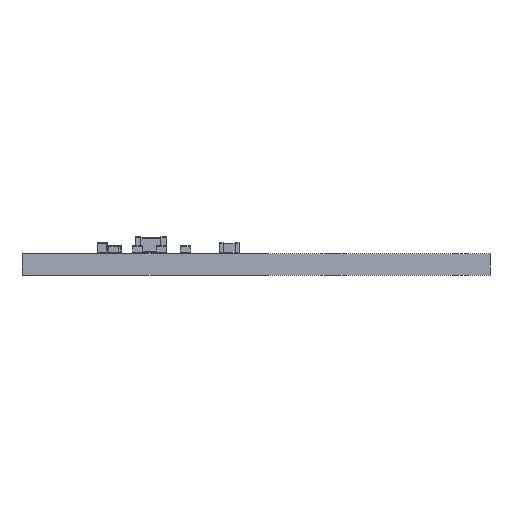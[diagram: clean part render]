
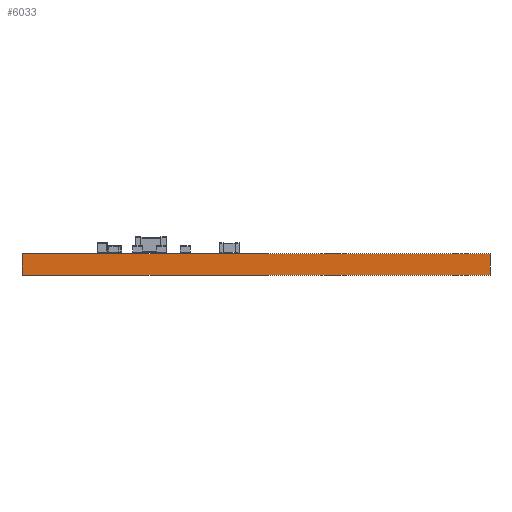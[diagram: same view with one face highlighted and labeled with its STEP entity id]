
A CAD part, front view. The second image highlights one B-rep face of the part: STEP entity #6033.
In plain terms, the highlighted planar face has unit normal (0, -1, 0).
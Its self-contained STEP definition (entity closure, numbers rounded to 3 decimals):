
#6033 = ADVANCED_FACE('',(#6034),#6048,.T.);
#6034 = FACE_BOUND('',#6035,.T.);
#6035 = EDGE_LOOP('',(#6036,#6071,#6099,#6127));
#6036 = ORIENTED_EDGE('',*,*,#6037,.T.);
#6037 = EDGE_CURVE('',#6038,#6040,#6042,.T.);
#6038 = VERTEX_POINT('',#6039);
#6039 = CARTESIAN_POINT('',(35.5,-63.6,0.));
#6040 = VERTEX_POINT('',#6041);
#6041 = CARTESIAN_POINT('',(35.5,-63.6,1.07));
#6042 = SURFACE_CURVE('',#6043,(#6047,#6059),.PCURVE_S1.);
#6043 = LINE('',#6044,#6045);
#6044 = CARTESIAN_POINT('',(35.5,-63.6,0.));
#6045 = VECTOR('',#6046,1.);
#6046 = DIRECTION('',(0.,0.,1.));
#6047 = PCURVE('',#6048,#6053);
#6048 = PLANE('',#6049);
#6049 = AXIS2_PLACEMENT_3D('',#6050,#6051,#6052);
#6050 = CARTESIAN_POINT('',(35.5,-63.6,0.));
#6051 = DIRECTION('',(0.,-1.,0.));
#6052 = DIRECTION('',(-1.,0.,0.));
#6053 = DEFINITIONAL_REPRESENTATION('',(#6054),#6058);
#6054 = LINE('',#6055,#6056);
#6055 = CARTESIAN_POINT('',(0.,-0.));
#6056 = VECTOR('',#6057,1.);
#6057 = DIRECTION('',(0.,-1.));
#6058 = ( GEOMETRIC_REPRESENTATION_CONTEXT(2) 
PARAMETRIC_REPRESENTATION_CONTEXT() REPRESENTATION_CONTEXT('2D SPACE',''
  ) );
#6059 = PCURVE('',#6060,#6065);
#6060 = PLANE('',#6061);
#6061 = AXIS2_PLACEMENT_3D('',#6062,#6063,#6064);
#6062 = CARTESIAN_POINT('',(35.5,-12.,0.));
#6063 = DIRECTION('',(1.,0.,-0.));
#6064 = DIRECTION('',(0.,-1.,0.));
#6065 = DEFINITIONAL_REPRESENTATION('',(#6066),#6070);
#6066 = LINE('',#6067,#6068);
#6067 = CARTESIAN_POINT('',(51.6,0.));
#6068 = VECTOR('',#6069,1.);
#6069 = DIRECTION('',(0.,-1.));
#6070 = ( GEOMETRIC_REPRESENTATION_CONTEXT(2) 
PARAMETRIC_REPRESENTATION_CONTEXT() REPRESENTATION_CONTEXT('2D SPACE',''
  ) );
#6071 = ORIENTED_EDGE('',*,*,#6072,.T.);
#6072 = EDGE_CURVE('',#6040,#6073,#6075,.T.);
#6073 = VERTEX_POINT('',#6074);
#6074 = CARTESIAN_POINT('',(12.,-63.6,1.07));
#6075 = SURFACE_CURVE('',#6076,(#6080,#6087),.PCURVE_S1.);
#6076 = LINE('',#6077,#6078);
#6077 = CARTESIAN_POINT('',(35.5,-63.6,1.07));
#6078 = VECTOR('',#6079,1.);
#6079 = DIRECTION('',(-1.,0.,0.));
#6080 = PCURVE('',#6048,#6081);
#6081 = DEFINITIONAL_REPRESENTATION('',(#6082),#6086);
#6082 = LINE('',#6083,#6084);
#6083 = CARTESIAN_POINT('',(0.,-1.07));
#6084 = VECTOR('',#6085,1.);
#6085 = DIRECTION('',(1.,0.));
#6086 = ( GEOMETRIC_REPRESENTATION_CONTEXT(2) 
PARAMETRIC_REPRESENTATION_CONTEXT() REPRESENTATION_CONTEXT('2D SPACE',''
  ) );
#6087 = PCURVE('',#6088,#6093);
#6088 = PLANE('',#6089);
#6089 = AXIS2_PLACEMENT_3D('',#6090,#6091,#6092);
#6090 = CARTESIAN_POINT('',(23.75,-37.8,1.07));
#6091 = DIRECTION('',(-0.,-0.,-1.));
#6092 = DIRECTION('',(-1.,0.,0.));
#6093 = DEFINITIONAL_REPRESENTATION('',(#6094),#6098);
#6094 = LINE('',#6095,#6096);
#6095 = CARTESIAN_POINT('',(-11.75,-25.8));
#6096 = VECTOR('',#6097,1.);
#6097 = DIRECTION('',(1.,0.));
#6098 = ( GEOMETRIC_REPRESENTATION_CONTEXT(2) 
PARAMETRIC_REPRESENTATION_CONTEXT() REPRESENTATION_CONTEXT('2D SPACE',''
  ) );
#6099 = ORIENTED_EDGE('',*,*,#6100,.F.);
#6100 = EDGE_CURVE('',#6101,#6073,#6103,.T.);
#6101 = VERTEX_POINT('',#6102);
#6102 = CARTESIAN_POINT('',(12.,-63.6,0.));
#6103 = SURFACE_CURVE('',#6104,(#6108,#6115),.PCURVE_S1.);
#6104 = LINE('',#6105,#6106);
#6105 = CARTESIAN_POINT('',(12.,-63.6,0.));
#6106 = VECTOR('',#6107,1.);
#6107 = DIRECTION('',(0.,0.,1.));
#6108 = PCURVE('',#6048,#6109);
#6109 = DEFINITIONAL_REPRESENTATION('',(#6110),#6114);
#6110 = LINE('',#6111,#6112);
#6111 = CARTESIAN_POINT('',(23.5,0.));
#6112 = VECTOR('',#6113,1.);
#6113 = DIRECTION('',(0.,-1.));
#6114 = ( GEOMETRIC_REPRESENTATION_CONTEXT(2) 
PARAMETRIC_REPRESENTATION_CONTEXT() REPRESENTATION_CONTEXT('2D SPACE',''
  ) );
#6115 = PCURVE('',#6116,#6121);
#6116 = PLANE('',#6117);
#6117 = AXIS2_PLACEMENT_3D('',#6118,#6119,#6120);
#6118 = CARTESIAN_POINT('',(12.,-63.6,0.));
#6119 = DIRECTION('',(-1.,0.,0.));
#6120 = DIRECTION('',(0.,1.,0.));
#6121 = DEFINITIONAL_REPRESENTATION('',(#6122),#6126);
#6122 = LINE('',#6123,#6124);
#6123 = CARTESIAN_POINT('',(0.,0.));
#6124 = VECTOR('',#6125,1.);
#6125 = DIRECTION('',(0.,-1.));
#6126 = ( GEOMETRIC_REPRESENTATION_CONTEXT(2) 
PARAMETRIC_REPRESENTATION_CONTEXT() REPRESENTATION_CONTEXT('2D SPACE',''
  ) );
#6127 = ORIENTED_EDGE('',*,*,#6128,.F.);
#6128 = EDGE_CURVE('',#6038,#6101,#6129,.T.);
#6129 = SURFACE_CURVE('',#6130,(#6134,#6141),.PCURVE_S1.);
#6130 = LINE('',#6131,#6132);
#6131 = CARTESIAN_POINT('',(35.5,-63.6,0.));
#6132 = VECTOR('',#6133,1.);
#6133 = DIRECTION('',(-1.,0.,0.));
#6134 = PCURVE('',#6048,#6135);
#6135 = DEFINITIONAL_REPRESENTATION('',(#6136),#6140);
#6136 = LINE('',#6137,#6138);
#6137 = CARTESIAN_POINT('',(0.,-0.));
#6138 = VECTOR('',#6139,1.);
#6139 = DIRECTION('',(1.,0.));
#6140 = ( GEOMETRIC_REPRESENTATION_CONTEXT(2) 
PARAMETRIC_REPRESENTATION_CONTEXT() REPRESENTATION_CONTEXT('2D SPACE',''
  ) );
#6141 = PCURVE('',#6142,#6147);
#6142 = PLANE('',#6143);
#6143 = AXIS2_PLACEMENT_3D('',#6144,#6145,#6146);
#6144 = CARTESIAN_POINT('',(23.75,-37.8,0.));
#6145 = DIRECTION('',(-0.,-0.,-1.));
#6146 = DIRECTION('',(-1.,0.,0.));
#6147 = DEFINITIONAL_REPRESENTATION('',(#6148),#6152);
#6148 = LINE('',#6149,#6150);
#6149 = CARTESIAN_POINT('',(-11.75,-25.8));
#6150 = VECTOR('',#6151,1.);
#6151 = DIRECTION('',(1.,0.));
#6152 = ( GEOMETRIC_REPRESENTATION_CONTEXT(2) 
PARAMETRIC_REPRESENTATION_CONTEXT() REPRESENTATION_CONTEXT('2D SPACE',''
  ) );
